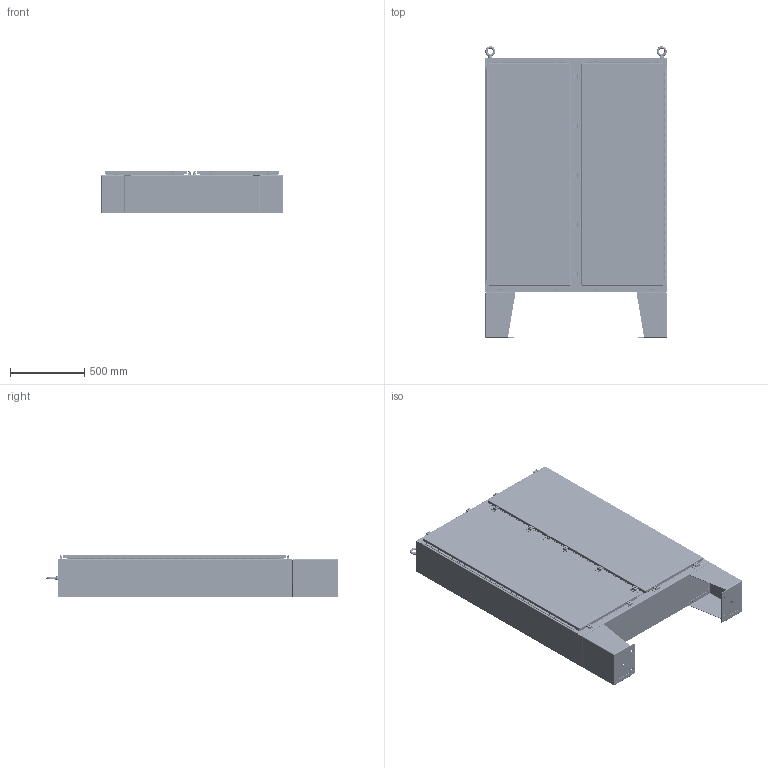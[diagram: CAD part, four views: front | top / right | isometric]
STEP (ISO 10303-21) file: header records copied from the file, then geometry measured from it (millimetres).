
FILE_DESCRIPTION (( 'STEP AP214' ), '1' );
FILE_NAME ('N4D624810.STEP', '2016-02-03T15:58:21', ( '' ), ( '' ), 'SwSTEP 2.0', 'SolidWorks 2014', '' );
FILE_SCHEMA (( 'AUTOMOTIVE_DESIGN' ));
Length unit declared in the file: inch
Products named in the file (39): 31666_1; 328131-56; 3033_1; 328131P-56; 3032_1; 328131L-56; FK1210_1; 328131T-56; FK10B_1; 38412_1; FK1210LG_1; 32912_1; 38846_1; 30818_1; N4D6210LRS_1; 30824_1; HFW3026_1; 30824-4_1; 316298_1; 30824-3_1; 349131_1; 30824-2_1; 3061_1; 30824-1_1; 38859_1; N4D6248LDR_1; N4D4810BTM_1; 38626_1; N4D4810TOP_1; 38627_1; N4D6248FB_1; 38714_1; N4D6248RDR_1; N4D62VDS_1; N4D624810; N4D62MLR_1; N4D48HDS_1; 37218; 328131-56_1_1
Assembly tree (109 placements, depth 3):
  N4D624810
    N4D6248FB_1
    N4D4810TOP_1
    N4D4810BTM_1
    38859_1  x8
    3061_1  x2
    349131_1  x2
    316298_1  x2
    HFW3026_1  x2
    N4D6210LRS_1  x2
    38846_1  x4
    FK1210_1  x2
      FK1210LG_1
      FK10B_1
    3032_1  x2
    3033_1  x2
    31666_1  x2
    37218  x8
    N4D62MLR_1
    N4D6248RDR_1
    38714_1  x2
    38627_1
    38626_1  x2
    N4D6248LDR_1
    30824_1  x18
      30824-1_1
      30824-2_1
      30824-3_1
      30824-4_1
    30818_1  x18
    32912_1  x2
    38412_1  x2
    328131-56
      328131T-56
      328131L-56
      328131P-56
    328131-56_1_1
      328131T-56
      328131L-56
      328131P-56
    N4D48HDS_1  x4
    N4D62VDS_1  x2
Bounding box: 1222.38 x 1962.09 x 288.42 mm (x, y, z)
Volume: 17292861.8 mm3; surface area: 14311114.7 mm2
Topology: 155 solids, 157 shells, 5724 faces, 14914 edges, 9396 vertices
Faces by surface type: plane 2328, cylinder 2252, bspline 432, cone 304, torus 300, sphere 108
Entity records: 66526 total; most frequent: CARTESIAN_POINT 12281, DIRECTION 7427, ORIENTED_EDGE 7118, EDGE_CURVE 3615, AXIS2_PLACEMENT_3D 2551, VECTOR 2325, LINE 2325, VERTEX_POINT 2285
